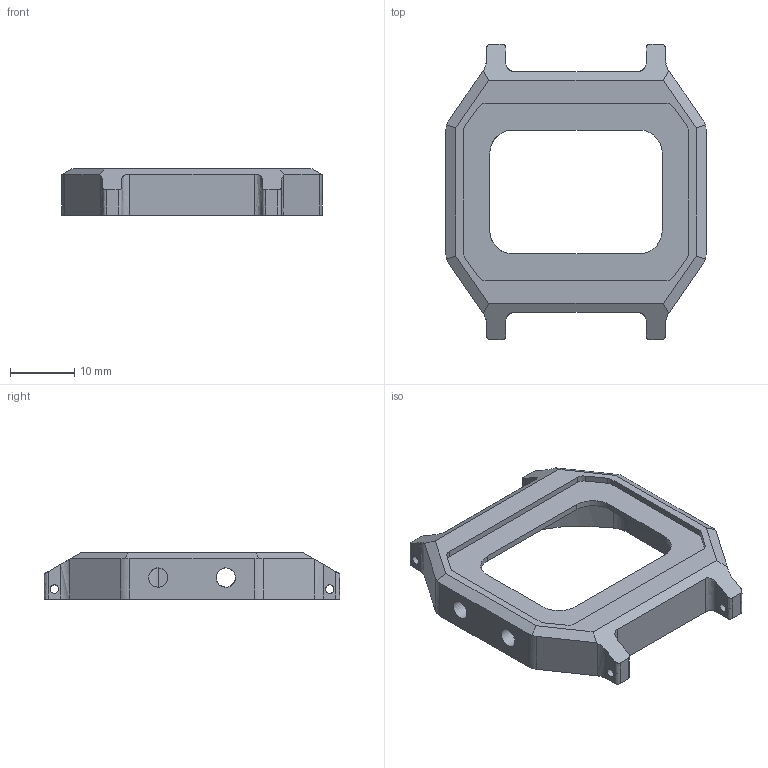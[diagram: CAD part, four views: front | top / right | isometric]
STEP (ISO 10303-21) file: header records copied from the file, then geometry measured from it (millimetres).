
FILE_DESCRIPTION(('FreeCAD Model'),'2;1');
FILE_NAME('Open CASCADE Shape Model','2025-04-25T16:14:57',('FreeCAD'),( 'FreeCAD'),'Open CASCADE STEP processor 7.6','FreeCAD','Unknown');
FILE_SCHEMA(('AUTOMOTIVE_DESIGN { 1 0 10303 214 1 1 1 1 }'));
Length unit declared in the file: millimetre
Products named in the file (1): Open CASCADE STEP translator 7.6 1
Bounding box: 40.48 x 45.99 x 7.19 mm (x, y, z)
Volume: 4245.3 mm3; surface area: 4132.5 mm2
Topology: 1 solids, 1 shells, 147 faces, 420 edges, 280 vertices
Faces by surface type: bspline 147
Entity records: 6218 total; most frequent: CARTESIAN_POINT 3829, ORIENTED_EDGE 840, EDGE_CURVE 420, VERTEX_POINT 280, B_SPLINE_CURVE_WITH_KNOTS 275, FACE_BOUND 168, EDGE_LOOP 168, ADVANCED_FACE 147
